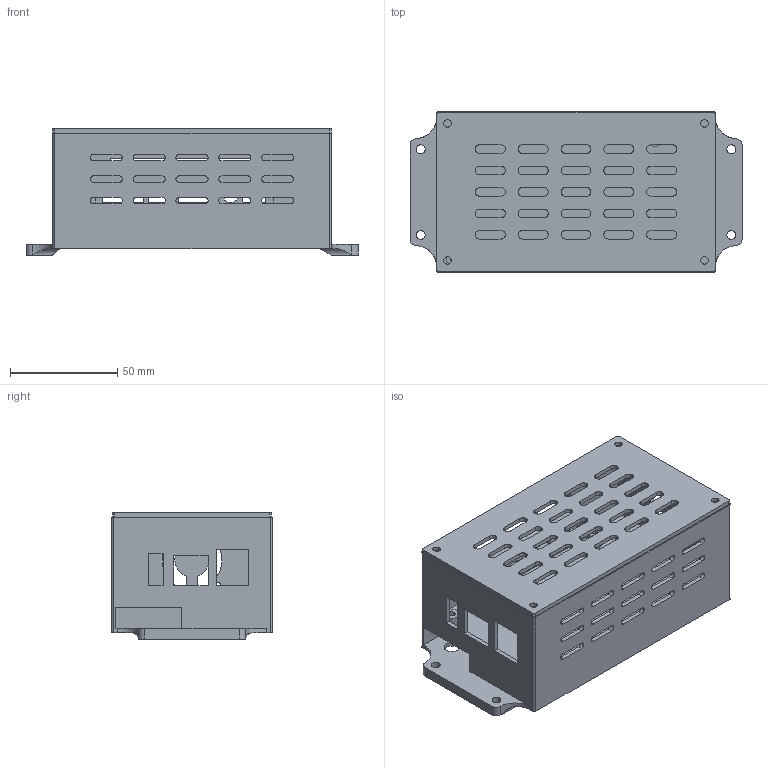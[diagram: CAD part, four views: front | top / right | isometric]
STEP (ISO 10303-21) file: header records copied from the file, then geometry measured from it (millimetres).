
FILE_DESCRIPTION (( 'STEP AP203' ), '1' );
FILE_NAME ('3588Ö÷¿Ø.STEP', '2023-06-25T09:57:01', ( 'PS' ), ( '' ), 'SwSTEP 2.0', 'SolidWorks 2018', '' );
FILE_SCHEMA (( 'CONFIG_CONTROL_DESIGN' ));
Length unit declared in the file: millimetre
Products named in the file (1): 3588翋諷
Bounding box: 155 x 75 x 59 mm (x, y, z)
Volume: 96342 mm3; surface area: 100221.8 mm2
Topology: 2 solids, 2 shells, 396 faces, 1155 edges, 766 vertices
Faces by surface type: cylinder 211, plane 173, cone 8, torus 4
Entity records: 13744 total; most frequent: CARTESIAN_POINT 2494, DIRECTION 2353, ORIENTED_EDGE 2310, EDGE_CURVE 1155, AXIS2_PLACEMENT_3D 823, VERTEX_POINT 766, LINE 707, VECTOR 707
